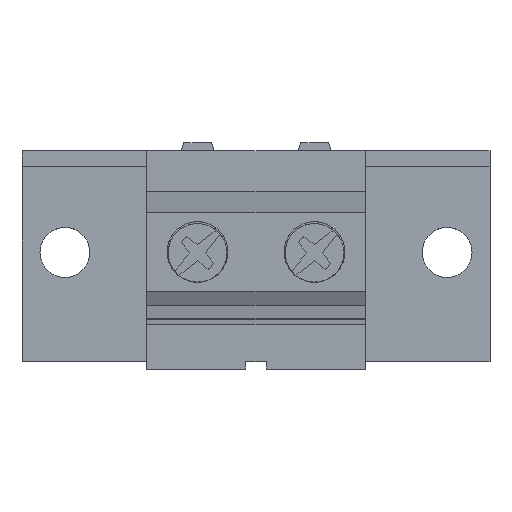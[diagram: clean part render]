
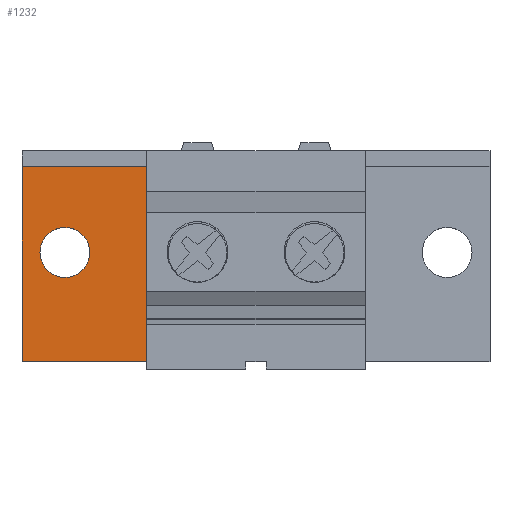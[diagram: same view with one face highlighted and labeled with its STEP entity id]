
A CAD part, top view. The second image highlights one B-rep face of the part: STEP entity #1232.
In plain terms, the highlighted planar face has unit normal (0, 0, 1).
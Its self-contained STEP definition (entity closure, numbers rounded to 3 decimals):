
#1206=AXIS2_PLACEMENT_3D('Plane Axis2P3D',#1203,#1204,#1205) ;
#1216=AXIS2_PLACEMENT_3D('Circle Axis2P3D',#1214,#1215,$) ;
#1225=AXIS2_PLACEMENT_3D('Circle Axis2P3D',#1223,#1224,$) ;
#213=CARTESIAN_POINT('Vertex',(0.,1.,7.5)) ;
#216=CARTESIAN_POINT('Line Origine',(0.,13.5,7.5)) ;
#220=CARTESIAN_POINT('Vertex',(0.,26.,7.5)) ;
#247=CARTESIAN_POINT('Line Origine',(8.,26.,7.5)) ;
#251=CARTESIAN_POINT('Vertex',(16.,26.,7.5)) ;
#453=CARTESIAN_POINT('Line Origine',(16.,13.5,7.5)) ;
#457=CARTESIAN_POINT('Vertex',(16.,1.,7.5)) ;
#1191=CARTESIAN_POINT('Line Origine',(8.,1.,7.5)) ;
#1203=CARTESIAN_POINT('Axis2P3D Location',(16.,26.,7.5)) ;
#1214=CARTESIAN_POINT('Axis2P3D Location',(5.5,15.,7.5)) ;
#1218=CARTESIAN_POINT('Vertex',(2.3,15.,7.5)) ;
#1220=CARTESIAN_POINT('Vertex',(8.7,15.,7.5)) ;
#1223=CARTESIAN_POINT('Axis2P3D Location',(5.5,15.,7.5)) ;
#217=DIRECTION('Vector Direction',(0.,1.,0.)) ;
#248=DIRECTION('Vector Direction',(1.,0.,0.)) ;
#454=DIRECTION('Vector Direction',(0.,-1.,0.)) ;
#1192=DIRECTION('Vector Direction',(1.,0.,0.)) ;
#1204=DIRECTION('Axis2P3D Direction',(0.,0.,1.)) ;
#1205=DIRECTION('Axis2P3D XDirection',(0.,-1.,0.)) ;
#1215=DIRECTION('Axis2P3D Direction',(0.,0.,1.)) ;
#1224=DIRECTION('Axis2P3D Direction',(0.,0.,1.)) ;
#218=VECTOR('Line Direction',#217,1.) ;
#249=VECTOR('Line Direction',#248,1.) ;
#455=VECTOR('Line Direction',#454,1.) ;
#1193=VECTOR('Line Direction',#1192,1.) ;
#1209=ORIENTED_EDGE('',*,*,#253,.F.) ;
#1210=ORIENTED_EDGE('',*,*,#222,.F.) ;
#1211=ORIENTED_EDGE('',*,*,#1195,.T.) ;
#1212=ORIENTED_EDGE('',*,*,#459,.F.) ;
#1229=ORIENTED_EDGE('',*,*,#1222,.F.) ;
#1230=ORIENTED_EDGE('',*,*,#1227,.F.) ;
#1231=FACE_BOUND('',#1228,.T.) ;
#1232=ADVANCED_FACE('HOUSING',(#1213,#1231),#1207,.T.) ;
#1217=CIRCLE('generated circle',#1216,3.2) ;
#1226=CIRCLE('generated circle',#1225,3.2) ;
#222=EDGE_CURVE('',#214,#221,#219,.T.) ;
#253=EDGE_CURVE('',#221,#252,#250,.T.) ;
#459=EDGE_CURVE('',#252,#458,#456,.T.) ;
#1195=EDGE_CURVE('',#214,#458,#1194,.T.) ;
#1222=EDGE_CURVE('',#1219,#1221,#1217,.T.) ;
#1227=EDGE_CURVE('',#1221,#1219,#1226,.T.) ;
#1208=EDGE_LOOP('',(#1209,#1210,#1211,#1212)) ;
#1228=EDGE_LOOP('',(#1229,#1230)) ;
#1213=FACE_OUTER_BOUND('',#1208,.T.) ;
#219=LINE('Line',#216,#218) ;
#250=LINE('Line',#247,#249) ;
#456=LINE('Line',#453,#455) ;
#1194=LINE('Line',#1191,#1193) ;
#1207=PLANE('',#1206) ;
#214=VERTEX_POINT('',#213) ;
#221=VERTEX_POINT('',#220) ;
#252=VERTEX_POINT('',#251) ;
#458=VERTEX_POINT('',#457) ;
#1219=VERTEX_POINT('',#1218) ;
#1221=VERTEX_POINT('',#1220) ;
